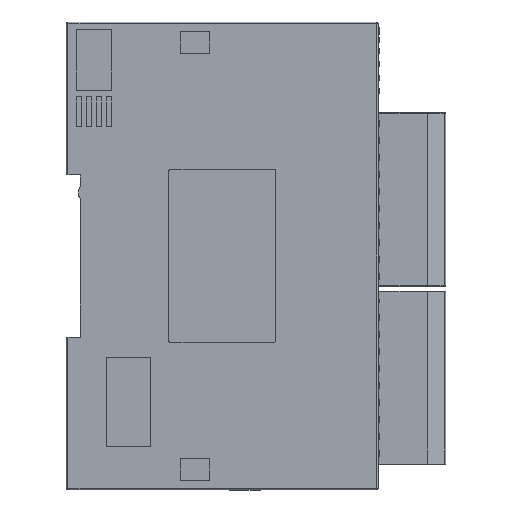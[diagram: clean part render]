
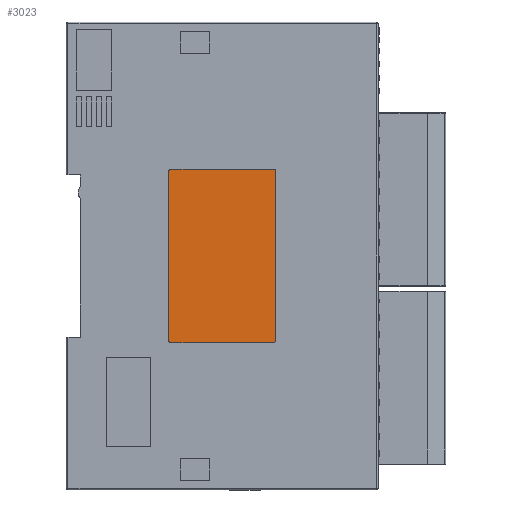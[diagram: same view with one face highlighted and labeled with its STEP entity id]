
A CAD part, left-side view. The second image highlights one B-rep face of the part: STEP entity #3023.
In plain terms, the highlighted planar face has unit normal (-1, 0, 0).
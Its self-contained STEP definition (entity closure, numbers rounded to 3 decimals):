
#888=(
BOUNDED_CURVE()
B_SPLINE_CURVE(2,(#216047,#216048,#216049),.UNSPECIFIED.,.F.,.F.)
B_SPLINE_CURVE_WITH_KNOTS((3,3),(-1.,0.),.UNSPECIFIED.)
CURVE()
GEOMETRIC_REPRESENTATION_ITEM()
RATIONAL_B_SPLINE_CURVE((1.,0.707,1.))
REPRESENTATION_ITEM('')
);
#890=(
BOUNDED_CURVE()
B_SPLINE_CURVE(2,(#216059,#216060,#216061),.UNSPECIFIED.,.F.,.F.)
B_SPLINE_CURVE_WITH_KNOTS((3,3),(-1.,0.),.UNSPECIFIED.)
CURVE()
GEOMETRIC_REPRESENTATION_ITEM()
RATIONAL_B_SPLINE_CURVE((1.,0.707,1.))
REPRESENTATION_ITEM('')
);
#892=(
BOUNDED_CURVE()
B_SPLINE_CURVE(2,(#216069,#216070,#216071),.UNSPECIFIED.,.F.,.F.)
B_SPLINE_CURVE_WITH_KNOTS((3,3),(-1.,0.),.UNSPECIFIED.)
CURVE()
GEOMETRIC_REPRESENTATION_ITEM()
RATIONAL_B_SPLINE_CURVE((1.,0.707,1.))
REPRESENTATION_ITEM('')
);
#894=(
BOUNDED_CURVE()
B_SPLINE_CURVE(2,(#216079,#216080,#216081),.UNSPECIFIED.,.F.,.F.)
B_SPLINE_CURVE_WITH_KNOTS((3,3),(-1.,0.),.UNSPECIFIED.)
CURVE()
GEOMETRIC_REPRESENTATION_ITEM()
RATIONAL_B_SPLINE_CURVE((1.,0.707,1.))
REPRESENTATION_ITEM('')
);
#3023=ADVANCED_FACE('',(#5663),#107774,.T.);
#5663=FACE_OUTER_BOUND('',#8400,.T.);
#8400=EDGE_LOOP('',(#29069,#29070,#29071,#29072,#29073,#29074,#29075,#29076));
#29069=ORIENTED_EDGE('',*,*,#58463,.T.);
#29070=ORIENTED_EDGE('',*,*,#58445,.T.);
#29071=ORIENTED_EDGE('',*,*,#58459,.T.);
#29072=ORIENTED_EDGE('',*,*,#58446,.T.);
#29073=ORIENTED_EDGE('',*,*,#58455,.T.);
#29074=ORIENTED_EDGE('',*,*,#58447,.T.);
#29075=ORIENTED_EDGE('',*,*,#58450,.T.);
#29076=ORIENTED_EDGE('',*,*,#58448,.T.);
#58445=EDGE_CURVE('',#104024,#104025,#81824,.T.);
#58446=EDGE_CURVE('',#104026,#104027,#81825,.T.);
#58447=EDGE_CURVE('',#104028,#104029,#81826,.T.);
#58448=EDGE_CURVE('',#104030,#104023,#81827,.T.);
#58450=EDGE_CURVE('',#104029,#104030,#888,.T.);
#58455=EDGE_CURVE('',#104027,#104028,#890,.T.);
#58459=EDGE_CURVE('',#104025,#104026,#892,.T.);
#58463=EDGE_CURVE('',#104023,#104024,#894,.T.);
#81824=B_SPLINE_CURVE_WITH_KNOTS('',1,(#216037,#216038),.UNSPECIFIED.,.F.,
 .F.,(2,2),(0.,23.),.UNSPECIFIED.);
#81825=B_SPLINE_CURVE_WITH_KNOTS('',1,(#216039,#216040),.UNSPECIFIED.,.F.,
 .F.,(2,2),(0.,38.),.UNSPECIFIED.);
#81826=B_SPLINE_CURVE_WITH_KNOTS('',1,(#216041,#216042),.UNSPECIFIED.,.F.,
 .F.,(2,2),(0.,23.),.UNSPECIFIED.);
#81827=B_SPLINE_CURVE_WITH_KNOTS('',1,(#216043,#216044),.UNSPECIFIED.,.F.,
 .F.,(2,2),(0.,38.),.UNSPECIFIED.);
#104023=VERTEX_POINT('',#211060);
#104024=VERTEX_POINT('',#211061);
#104025=VERTEX_POINT('',#211062);
#104026=VERTEX_POINT('',#211063);
#104027=VERTEX_POINT('',#211064);
#104028=VERTEX_POINT('',#211065);
#104029=VERTEX_POINT('',#211066);
#104030=VERTEX_POINT('',#211067);
#107774=PLANE('',#109756);
#109756=AXIS2_PLACEMENT_3D('',#208551,#112018,$);
#112018=DIRECTION('',(-1.,0.,0.));
#208551=CARTESIAN_POINT('',(-296.41,-71.468,212.686));
#211060=CARTESIAN_POINT('',(-296.41,-97.88,255.098));
#211061=CARTESIAN_POINT('',(-296.41,-97.38,255.598));
#211062=CARTESIAN_POINT('',(-296.41,-74.38,255.598));
#211063=CARTESIAN_POINT('',(-296.41,-73.88,255.098));
#211064=CARTESIAN_POINT('',(-296.41,-73.88,217.098));
#211065=CARTESIAN_POINT('',(-296.41,-74.38,216.598));
#211066=CARTESIAN_POINT('',(-296.41,-97.38,216.598));
#211067=CARTESIAN_POINT('',(-296.41,-97.88,217.098));
#216037=CARTESIAN_POINT('',(-296.41,-97.38,255.598));
#216038=CARTESIAN_POINT('',(-296.41,-74.38,255.598));
#216039=CARTESIAN_POINT('',(-296.41,-73.88,255.098));
#216040=CARTESIAN_POINT('',(-296.41,-73.88,217.098));
#216041=CARTESIAN_POINT('',(-296.41,-74.38,216.598));
#216042=CARTESIAN_POINT('',(-296.41,-97.38,216.598));
#216043=CARTESIAN_POINT('',(-296.41,-97.88,217.098));
#216044=CARTESIAN_POINT('',(-296.41,-97.88,255.098));
#216047=CARTESIAN_POINT('',(-296.41,-97.38,216.598));
#216048=CARTESIAN_POINT('',(-296.41,-97.88,216.598));
#216049=CARTESIAN_POINT('',(-296.41,-97.88,217.098));
#216059=CARTESIAN_POINT('',(-296.41,-73.88,217.098));
#216060=CARTESIAN_POINT('',(-296.41,-73.88,216.598));
#216061=CARTESIAN_POINT('',(-296.41,-74.38,216.598));
#216069=CARTESIAN_POINT('',(-296.41,-74.38,255.598));
#216070=CARTESIAN_POINT('',(-296.41,-73.88,255.598));
#216071=CARTESIAN_POINT('',(-296.41,-73.88,255.098));
#216079=CARTESIAN_POINT('',(-296.41,-97.88,255.098));
#216080=CARTESIAN_POINT('',(-296.41,-97.88,255.598));
#216081=CARTESIAN_POINT('',(-296.41,-97.38,255.598));
